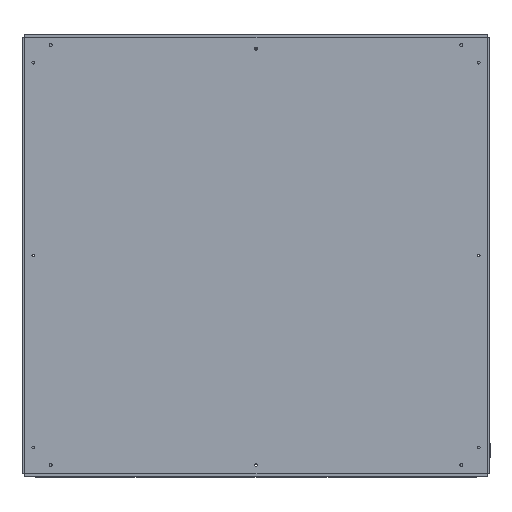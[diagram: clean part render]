
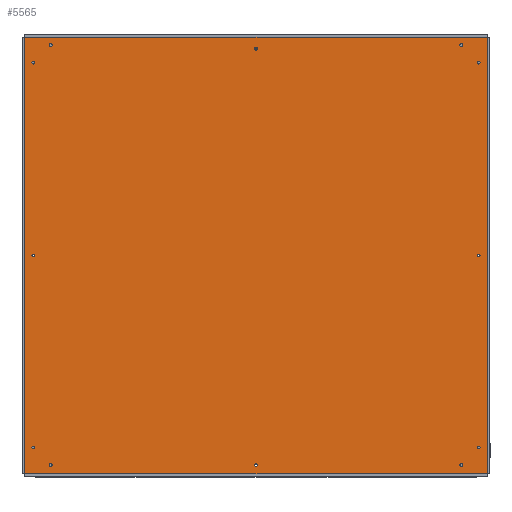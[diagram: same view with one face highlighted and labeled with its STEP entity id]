
A CAD part, top view. The second image highlights one B-rep face of the part: STEP entity #5565.
In plain terms, the highlighted planar face has unit normal (0, 0, 1).
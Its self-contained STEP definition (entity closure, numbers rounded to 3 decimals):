
#308=FACE_BOUND('',#1146,.T.);
#309=FACE_BOUND('',#1147,.T.);
#310=FACE_BOUND('',#1148,.T.);
#311=FACE_BOUND('',#1149,.T.);
#312=FACE_BOUND('',#1150,.T.);
#313=FACE_BOUND('',#1151,.T.);
#314=FACE_BOUND('',#1152,.T.);
#315=FACE_BOUND('',#1153,.T.);
#316=FACE_BOUND('',#1154,.T.);
#317=FACE_BOUND('',#1155,.T.);
#318=FACE_BOUND('',#1156,.T.);
#319=FACE_BOUND('',#1157,.T.);
#506=PLANE('',#6182);
#708=FACE_OUTER_BOUND('',#1145,.T.);
#1145=EDGE_LOOP('',(#4591,#4592,#4593,#4594));
#1146=EDGE_LOOP('',(#4595));
#1147=EDGE_LOOP('',(#4596));
#1148=EDGE_LOOP('',(#4597));
#1149=EDGE_LOOP('',(#4598));
#1150=EDGE_LOOP('',(#4599));
#1151=EDGE_LOOP('',(#4600));
#1152=EDGE_LOOP('',(#4601));
#1153=EDGE_LOOP('',(#4602));
#1154=EDGE_LOOP('',(#4603));
#1155=EDGE_LOOP('',(#4604));
#1156=EDGE_LOOP('',(#4605));
#1157=EDGE_LOOP('',(#4606));
#1617=LINE('',#9028,#2019);
#1620=LINE('',#9034,#2022);
#1623=LINE('',#9040,#2025);
#1626=LINE('',#9044,#2028);
#2019=VECTOR('',#7421,10.);
#2022=VECTOR('',#7426,10.);
#2025=VECTOR('',#7431,10.);
#2028=VECTOR('',#7436,10.);
#2363=CIRCLE('',#6143,1.65);
#2365=CIRCLE('',#6146,1.65);
#2367=CIRCLE('',#6149,1.65);
#2369=CIRCLE('',#6152,1.65);
#2371=CIRCLE('',#6155,1.65);
#2373=CIRCLE('',#6158,1.65);
#2375=CIRCLE('',#6161,1.65);
#2377=CIRCLE('',#6164,1.65);
#2379=CIRCLE('',#6167,1.65);
#2381=CIRCLE('',#6170,1.65);
#2383=CIRCLE('',#6173,1.65);
#2385=CIRCLE('',#6176,1.65);
#2785=VERTEX_POINT('',#8950);
#2787=VERTEX_POINT('',#8956);
#2789=VERTEX_POINT('',#8962);
#2791=VERTEX_POINT('',#8968);
#2793=VERTEX_POINT('',#8974);
#2795=VERTEX_POINT('',#8980);
#2797=VERTEX_POINT('',#8986);
#2799=VERTEX_POINT('',#8992);
#2801=VERTEX_POINT('',#8998);
#2803=VERTEX_POINT('',#9004);
#2805=VERTEX_POINT('',#9010);
#2807=VERTEX_POINT('',#9016);
#2811=VERTEX_POINT('',#9025);
#2812=VERTEX_POINT('',#9027);
#2814=VERTEX_POINT('',#9033);
#2816=VERTEX_POINT('',#9039);
#3405=EDGE_CURVE('',#2785,#2785,#2363,.T.);
#3408=EDGE_CURVE('',#2787,#2787,#2365,.T.);
#3411=EDGE_CURVE('',#2789,#2789,#2367,.T.);
#3414=EDGE_CURVE('',#2791,#2791,#2369,.T.);
#3417=EDGE_CURVE('',#2793,#2793,#2371,.T.);
#3420=EDGE_CURVE('',#2795,#2795,#2373,.T.);
#3423=EDGE_CURVE('',#2797,#2797,#2375,.T.);
#3426=EDGE_CURVE('',#2799,#2799,#2377,.T.);
#3429=EDGE_CURVE('',#2801,#2801,#2379,.T.);
#3432=EDGE_CURVE('',#2803,#2803,#2381,.T.);
#3435=EDGE_CURVE('',#2805,#2805,#2383,.T.);
#3438=EDGE_CURVE('',#2807,#2807,#2385,.T.);
#3443=EDGE_CURVE('',#2812,#2811,#1617,.T.);
#3446=EDGE_CURVE('',#2814,#2812,#1620,.T.);
#3449=EDGE_CURVE('',#2816,#2814,#1623,.T.);
#3452=EDGE_CURVE('',#2811,#2816,#1626,.T.);
#4591=ORIENTED_EDGE('',*,*,#3452,.T.);
#4592=ORIENTED_EDGE('',*,*,#3449,.T.);
#4593=ORIENTED_EDGE('',*,*,#3446,.T.);
#4594=ORIENTED_EDGE('',*,*,#3443,.T.);
#4595=ORIENTED_EDGE('',*,*,#3405,.T.);
#4596=ORIENTED_EDGE('',*,*,#3408,.T.);
#4597=ORIENTED_EDGE('',*,*,#3411,.T.);
#4598=ORIENTED_EDGE('',*,*,#3414,.T.);
#4599=ORIENTED_EDGE('',*,*,#3417,.T.);
#4600=ORIENTED_EDGE('',*,*,#3420,.T.);
#4601=ORIENTED_EDGE('',*,*,#3423,.T.);
#4602=ORIENTED_EDGE('',*,*,#3426,.T.);
#4603=ORIENTED_EDGE('',*,*,#3429,.T.);
#4604=ORIENTED_EDGE('',*,*,#3432,.T.);
#4605=ORIENTED_EDGE('',*,*,#3435,.T.);
#4606=ORIENTED_EDGE('',*,*,#3438,.T.);
#5565=ADVANCED_FACE('',(#708,#308,#309,#310,#311,#312,#313,#314,#315,#316,
#317,#318,#319),#506,.T.);
#6143=AXIS2_PLACEMENT_3D('',#8951,#7335,#7336);
#6146=AXIS2_PLACEMENT_3D('',#8957,#7342,#7343);
#6149=AXIS2_PLACEMENT_3D('',#8963,#7349,#7350);
#6152=AXIS2_PLACEMENT_3D('',#8969,#7356,#7357);
#6155=AXIS2_PLACEMENT_3D('',#8975,#7363,#7364);
#6158=AXIS2_PLACEMENT_3D('',#8981,#7370,#7371);
#6161=AXIS2_PLACEMENT_3D('',#8987,#7377,#7378);
#6164=AXIS2_PLACEMENT_3D('',#8993,#7384,#7385);
#6167=AXIS2_PLACEMENT_3D('',#8999,#7391,#7392);
#6170=AXIS2_PLACEMENT_3D('',#9005,#7398,#7399);
#6173=AXIS2_PLACEMENT_3D('',#9011,#7405,#7406);
#6176=AXIS2_PLACEMENT_3D('',#9017,#7412,#7413);
#6182=AXIS2_PLACEMENT_3D('',#9045,#7437,#7438);
#7335=DIRECTION('center_axis',(0.,0.,-1.));
#7336=DIRECTION('ref_axis',(-1.,0.,0.));
#7342=DIRECTION('center_axis',(0.,0.,-1.));
#7343=DIRECTION('ref_axis',(-1.,0.,0.));
#7349=DIRECTION('center_axis',(0.,0.,-1.));
#7350=DIRECTION('ref_axis',(-1.,0.,0.));
#7356=DIRECTION('center_axis',(0.,0.,-1.));
#7357=DIRECTION('ref_axis',(-1.,0.,0.));
#7363=DIRECTION('center_axis',(0.,0.,-1.));
#7364=DIRECTION('ref_axis',(-1.,0.,0.));
#7370=DIRECTION('center_axis',(0.,0.,-1.));
#7371=DIRECTION('ref_axis',(-1.,0.,0.));
#7377=DIRECTION('center_axis',(0.,0.,-1.));
#7378=DIRECTION('ref_axis',(-1.,0.,0.));
#7384=DIRECTION('center_axis',(0.,0.,-1.));
#7385=DIRECTION('ref_axis',(-1.,0.,0.));
#7391=DIRECTION('center_axis',(0.,0.,-1.));
#7392=DIRECTION('ref_axis',(-1.,0.,0.));
#7398=DIRECTION('center_axis',(0.,0.,-1.));
#7399=DIRECTION('ref_axis',(-1.,0.,0.));
#7405=DIRECTION('center_axis',(0.,0.,-1.));
#7406=DIRECTION('ref_axis',(-1.,0.,0.));
#7412=DIRECTION('center_axis',(0.,0.,-1.));
#7413=DIRECTION('ref_axis',(-1.,0.,0.));
#7421=DIRECTION('',(-1.,0.,0.));
#7426=DIRECTION('',(0.,1.,0.));
#7431=DIRECTION('',(1.,0.,0.));
#7436=DIRECTION('',(0.,-1.,0.));
#7437=DIRECTION('center_axis',(0.,0.,1.));
#7438=DIRECTION('ref_axis',(1.,0.,0.));
#8950=CARTESIAN_POINT('',(-253.35,55.,158.));
#8951=CARTESIAN_POINT('Origin',(-255.,55.,158.));
#8956=CARTESIAN_POINT('',(1.65,291.827,158.));
#8957=CARTESIAN_POINT('Origin',(0.,291.827,158.));
#8962=CARTESIAN_POINT('',(1.65,-185.,158.));
#8963=CARTESIAN_POINT('Origin',(0.,-185.,
158.));
#8968=CARTESIAN_POINT('',(256.65,55.,158.));
#8969=CARTESIAN_POINT('Origin',(255.,55.,158.));
#8974=CARTESIAN_POINT('',(236.65,-185.,158.));
#8975=CARTESIAN_POINT('Origin',(235.,-185.,158.));
#8980=CARTESIAN_POINT('',(-253.35,275.897,158.));
#8981=CARTESIAN_POINT('Origin',(-255.,275.897,158.));
#8986=CARTESIAN_POINT('',(236.65,295.897,158.));
#8987=CARTESIAN_POINT('Origin',(235.,295.897,158.));
#8992=CARTESIAN_POINT('',(-253.35,-165.,158.));
#8993=CARTESIAN_POINT('Origin',(-255.,-165.,158.));
#8998=CARTESIAN_POINT('',(256.65,-165.,158.));
#8999=CARTESIAN_POINT('Origin',(255.,-165.,158.));
#9004=CARTESIAN_POINT('',(-233.35,295.897,158.));
#9005=CARTESIAN_POINT('Origin',(-235.,295.897,158.));
#9010=CARTESIAN_POINT('',(256.65,275.897,158.));
#9011=CARTESIAN_POINT('Origin',(255.,275.897,158.));
#9016=CARTESIAN_POINT('',(-233.35,-185.,158.));
#9017=CARTESIAN_POINT('Origin',(-235.,-185.,158.));
#9025=CARTESIAN_POINT('',(-265.,305.,158.));
#9027=CARTESIAN_POINT('',(265.,305.,158.));
#9028=CARTESIAN_POINT('',(-265.,305.,158.));
#9033=CARTESIAN_POINT('',(265.,-195.,158.));
#9034=CARTESIAN_POINT('',(265.,-193.5,158.));
#9039=CARTESIAN_POINT('',(-265.,-195.,158.));
#9040=CARTESIAN_POINT('',(-265.,-195.,158.));
#9044=CARTESIAN_POINT('',(-265.,305.,158.));
#9045=CARTESIAN_POINT('Origin',(0.,55.,158.));
